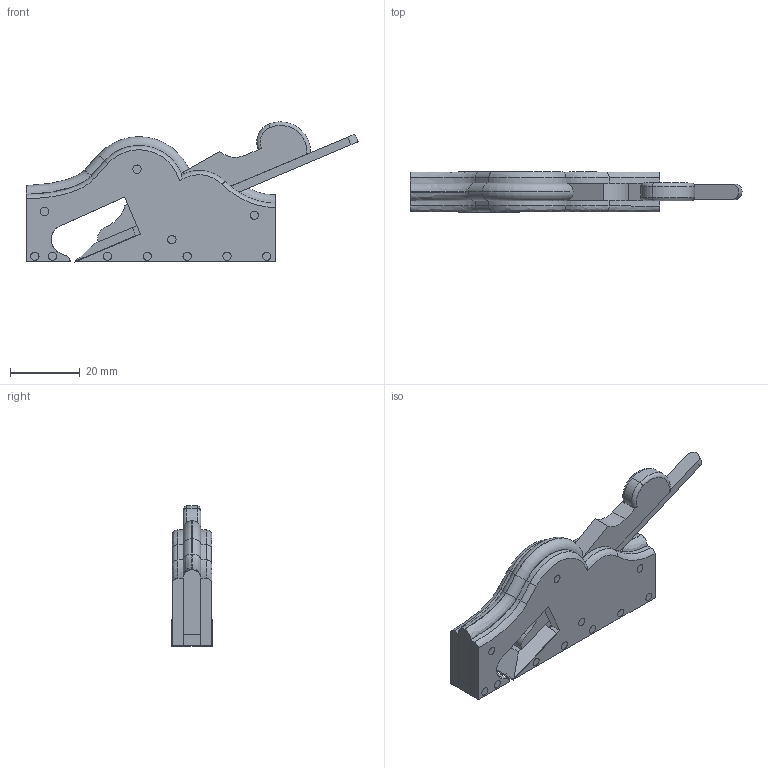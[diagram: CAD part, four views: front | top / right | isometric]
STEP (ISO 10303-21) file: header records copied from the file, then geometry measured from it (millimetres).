
FILE_DESCRIPTION(('FreeCAD Model'),'2;1');
FILE_NAME('Open CASCADE Shape Model','2025-09-28T14:06:23',(''),(''), 'Open CASCADE STEP processor 7.8','FreeCAD','Unknown');
FILE_SCHEMA(('AUTOMOTIVE_DESIGN { 1 0 10303 214 1 1 1 1 }'));
Length unit declared in the file: millimetre
Products named in the file (10): Assembly; Body; Cut; Side 2 (mirrored)
Assembly tree (19 placements, depth 2):
  Assembly
    Body
    Cut
    Side 2 (mirrored)
    Body
    Body
    Body
    Body
    Body
    Body  x11
Bounding box: 95.25 x 11.56 x 40.23 mm (x, y, z)
Volume: 20390 mm3; surface area: 16877.1 mm2
Topology: 19 solids, 19 shells, 164 faces, 362 edges, 236 vertices
Faces by surface type: plane 83, cylinder 51, bspline 14, extrusion 12, torus 4
Full cylindrical faces by diameter (mm): 2.032 x2, 2.381 x33
Entity records: 11920 total; most frequent: CARTESIAN_POINT 5016, DIRECTION 1204, VECTOR 701, LINE 689, ORIENTED_EDGE 664, PCURVE 664, DEFINITIONAL_REPRESENTATION 664, EDGE_CURVE 332
